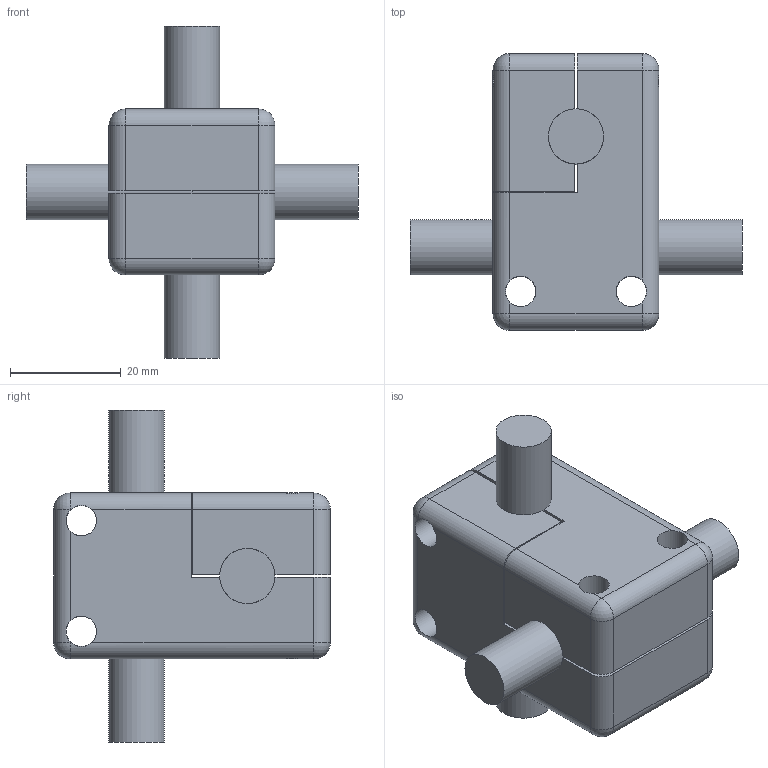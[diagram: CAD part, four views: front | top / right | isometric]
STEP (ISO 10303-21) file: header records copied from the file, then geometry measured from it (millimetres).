
FILE_DESCRIPTION(('Open CASCADE Model'),'2;1');
FILE_NAME('Open CASCADE Shape Model','2026-02-13T16:57:39',('Author'),( 'Open CASCADE'),'Open CASCADE STEP processor 7.8','Open CASCADE 7.8' ,'Unknown');
FILE_SCHEMA(('AUTOMOTIVE_DESIGN { 1 0 10303 214 1 1 1 1 }'));
Length unit declared in the file: millimetre
Products named in the file (5): 28db1fdc-0940-11f1-bf0b-7ebf395ba64c; cyl_x; cyl_z; block_half_a; block_half_b
Assembly tree (4 placements, depth 2):
  28db1fdc-0940-11f1-bf0b-7ebf395ba64c
    cyl_x
    cyl_z
    block_half_a
    block_half_b
Bounding box: 60 x 50 x 60 mm (x, y, z)
Volume: 45560.3 mm3; surface area: 17083.1 mm2
Topology: 4 solids, 4 shells, 74 faces, 204 edges, 122 vertices
Faces by surface type: cylinder 34, plane 32, sphere 8
Full cylindrical faces by diameter (mm): 5.5 x8, 10 x4
Entity records: 5680 total; most frequent: CARTESIAN_POINT 1921, DIRECTION 630, ORIENTED_EDGE 392, PCURVE 392, DEFINITIONAL_REPRESENTATION 392, LINE 298, VECTOR 298, EDGE_CURVE 196
